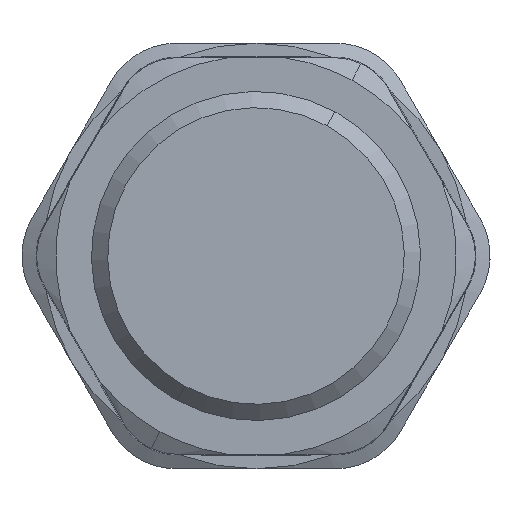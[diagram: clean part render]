
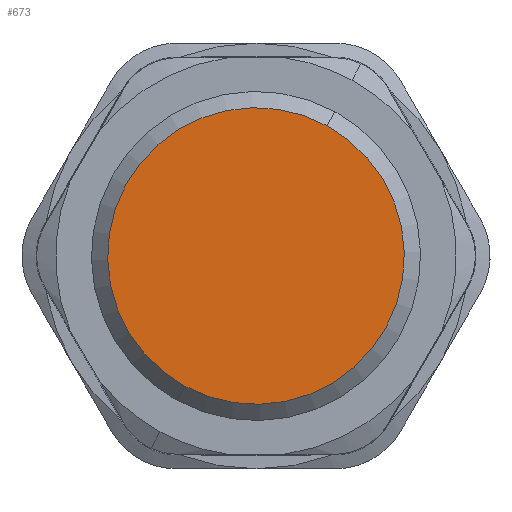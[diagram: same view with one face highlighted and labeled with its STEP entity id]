
A CAD part, front view. The second image highlights one B-rep face of the part: STEP entity #673.
In plain terms, the highlighted planar face has unit normal (0, -1, 0).
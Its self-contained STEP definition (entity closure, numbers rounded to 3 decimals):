
#637=CARTESIAN_POINT('Vertex',(-5.681,-22.75,-10.399)) ;
#644=CARTESIAN_POINT('Vertex',(5.681,-22.75,10.399)) ;
#647=CARTESIAN_POINT('Axis2P3D Location',(0.,-22.75,0.)) ;
#659=CARTESIAN_POINT('Axis2P3D Location',(0.,-22.75,0.)) ;
#664=CARTESIAN_POINT('Axis2P3D Location',(0.,-22.75,0.)) ;
#648=DIRECTION('Axis2P3D Direction',(0.,1.,0.)) ;
#660=DIRECTION('Axis2P3D Direction',(-0.,1.,0.)) ;
#661=DIRECTION('Axis2P3D XDirection',(1.,0.,0.)) ;
#665=DIRECTION('Axis2P3D Direction',(-0.,1.,0.)) ;
#649=AXIS2_PLACEMENT_3D('Circle Axis2P3D',#647,#648,$) ;
#662=AXIS2_PLACEMENT_3D('Plane Axis2P3D',#659,#660,#661) ;
#666=AXIS2_PLACEMENT_3D('Circle Axis2P3D',#664,#665,$) ;
#670=ORIENTED_EDGE('',*,*,#668,.F.) ;
#671=ORIENTED_EDGE('',*,*,#651,.F.) ;
#673=ADVANCED_FACE('PartBody',(#672),#663,.F.) ;
#650=CIRCLE('generated circle',#649,11.85) ;
#667=CIRCLE('generated circle',#666,11.85) ;
#651=EDGE_CURVE('',#645,#638,#650,.T.) ;
#668=EDGE_CURVE('',#638,#645,#667,.T.) ;
#669=EDGE_LOOP('',(#670,#671)) ;
#672=FACE_OUTER_BOUND('',#669,.T.) ;
#663=PLANE('',#662) ;
#638=VERTEX_POINT('',#637) ;
#645=VERTEX_POINT('',#644) ;
